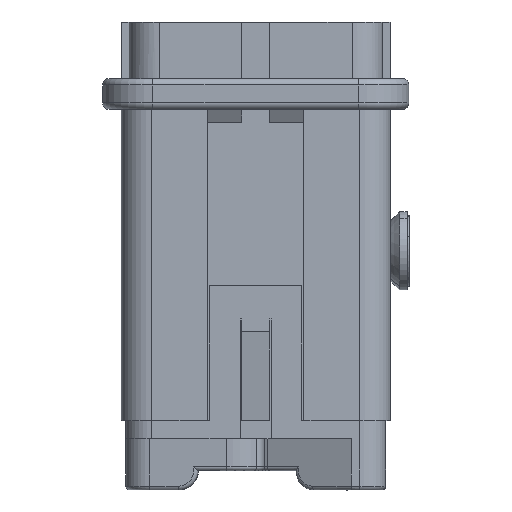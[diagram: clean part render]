
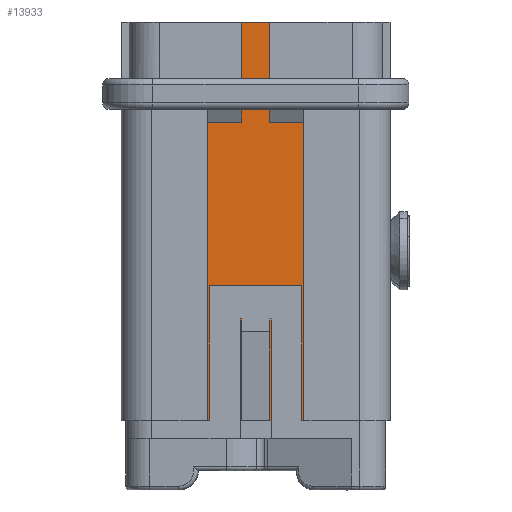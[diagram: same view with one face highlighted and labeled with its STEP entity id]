
A CAD part, left-side view. The second image highlights one B-rep face of the part: STEP entity #13933.
In plain terms, the highlighted planar face has unit normal (-1, 0, 0).
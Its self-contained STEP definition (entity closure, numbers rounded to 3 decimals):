
#13870=AXIS2_PLACEMENT_3D('Plane Axis2P3D',#13867,#13868,#13869) ;
#7508=CARTESIAN_POINT('Vertex',(2.65,10.75,5.4)) ;
#7566=CARTESIAN_POINT('Vertex',(2.65,13.15,5.4)) ;
#7628=CARTESIAN_POINT('Vertex',(2.65,15.7,5.4)) ;
#7631=CARTESIAN_POINT('Line Origine',(2.65,15.7,17.)) ;
#7635=CARTESIAN_POINT('Vertex',(2.65,15.7,28.601)) ;
#13475=CARTESIAN_POINT('Vertex',(2.65,13.05,5.4)) ;
#13489=CARTESIAN_POINT('Vertex',(2.65,13.05,13.3)) ;
#13492=CARTESIAN_POINT('Line Origine',(2.65,13.05,9.35)) ;
#13514=CARTESIAN_POINT('Vertex',(2.65,10.85,5.4)) ;
#13529=CARTESIAN_POINT('Line Origine',(2.65,10.85,9.35)) ;
#13533=CARTESIAN_POINT('Vertex',(2.65,10.85,13.3)) ;
#13596=CARTESIAN_POINT('Vertex',(2.65,8.2,5.4)) ;
#13599=CARTESIAN_POINT('Line Origine',(2.65,9.475,5.4)) ;
#13682=CARTESIAN_POINT('Line Origine',(2.65,14.425,5.4)) ;
#13736=CARTESIAN_POINT('Line Origine',(2.65,10.8,5.4)) ;
#13741=CARTESIAN_POINT('Line Origine',(2.65,13.1,5.4)) ;
#13867=CARTESIAN_POINT('Axis2P3D Location',(2.65,15.7,5.4)) ;
#13872=CARTESIAN_POINT('Line Origine',(2.65,9.525,28.601)) ;
#13876=CARTESIAN_POINT('Vertex',(2.65,8.2,28.601)) ;
#13878=CARTESIAN_POINT('Vertex',(2.65,10.85,28.601)) ;
#13881=CARTESIAN_POINT('Line Origine',(2.65,10.85,32.5)) ;
#13885=CARTESIAN_POINT('Vertex',(2.65,10.85,36.4)) ;
#13888=CARTESIAN_POINT('Line Origine',(2.65,11.95,36.4)) ;
#13892=CARTESIAN_POINT('Vertex',(2.65,13.05,36.4)) ;
#13895=CARTESIAN_POINT('Line Origine',(2.65,13.05,32.5)) ;
#13899=CARTESIAN_POINT('Vertex',(2.65,13.05,28.601)) ;
#13902=CARTESIAN_POINT('Line Origine',(2.65,14.375,28.601)) ;
#13907=CARTESIAN_POINT('Line Origine',(2.65,11.95,13.3)) ;
#13912=CARTESIAN_POINT('Line Origine',(2.65,8.2,17.)) ;
#7632=DIRECTION('Vector Direction',(0.,0.,1.)) ;
#13493=DIRECTION('Vector Direction',(0.,0.,-1.)) ;
#13530=DIRECTION('Vector Direction',(0.,0.,-1.)) ;
#13600=DIRECTION('Vector Direction',(0.,-1.,0.)) ;
#13683=DIRECTION('Vector Direction',(0.,-1.,0.)) ;
#13737=DIRECTION('Vector Direction',(0.,-1.,0.)) ;
#13742=DIRECTION('Vector Direction',(0.,-1.,0.)) ;
#13868=DIRECTION('Axis2P3D Direction',(-1.,0.,0.)) ;
#13869=DIRECTION('Axis2P3D XDirection',(0.,-1.,0.)) ;
#13873=DIRECTION('Vector Direction',(0.,1.,0.)) ;
#13882=DIRECTION('Vector Direction',(0.,0.,1.)) ;
#13889=DIRECTION('Vector Direction',(0.,-1.,0.)) ;
#13896=DIRECTION('Vector Direction',(0.,0.,1.)) ;
#13903=DIRECTION('Vector Direction',(0.,1.,0.)) ;
#13908=DIRECTION('Vector Direction',(0.,-1.,0.)) ;
#13913=DIRECTION('Vector Direction',(0.,0.,1.)) ;
#7633=VECTOR('Line Direction',#7632,1.) ;
#13494=VECTOR('Line Direction',#13493,1.) ;
#13531=VECTOR('Line Direction',#13530,1.) ;
#13601=VECTOR('Line Direction',#13600,1.) ;
#13684=VECTOR('Line Direction',#13683,1.) ;
#13738=VECTOR('Line Direction',#13737,1.) ;
#13743=VECTOR('Line Direction',#13742,1.) ;
#13874=VECTOR('Line Direction',#13873,1.) ;
#13883=VECTOR('Line Direction',#13882,1.) ;
#13890=VECTOR('Line Direction',#13889,1.) ;
#13897=VECTOR('Line Direction',#13896,1.) ;
#13904=VECTOR('Line Direction',#13903,1.) ;
#13909=VECTOR('Line Direction',#13908,1.) ;
#13914=VECTOR('Line Direction',#13913,1.) ;
#13918=ORIENTED_EDGE('',*,*,#13880,.T.) ;
#13919=ORIENTED_EDGE('',*,*,#13887,.T.) ;
#13920=ORIENTED_EDGE('',*,*,#13894,.F.) ;
#13921=ORIENTED_EDGE('',*,*,#13901,.F.) ;
#13922=ORIENTED_EDGE('',*,*,#13906,.T.) ;
#13923=ORIENTED_EDGE('',*,*,#7637,.F.) ;
#13924=ORIENTED_EDGE('',*,*,#13686,.T.) ;
#13925=ORIENTED_EDGE('',*,*,#13745,.T.) ;
#13926=ORIENTED_EDGE('',*,*,#13496,.T.) ;
#13927=ORIENTED_EDGE('',*,*,#13911,.T.) ;
#13928=ORIENTED_EDGE('',*,*,#13535,.F.) ;
#13929=ORIENTED_EDGE('',*,*,#13740,.T.) ;
#13930=ORIENTED_EDGE('',*,*,#13603,.T.) ;
#13931=ORIENTED_EDGE('',*,*,#13916,.T.) ;
#13933=ADVANCED_FACE('Hauptk\X2\00F6\X0\rper',(#13932),#13871,.T.) ;
#7637=EDGE_CURVE('',#7629,#7636,#7634,.T.) ;
#13496=EDGE_CURVE('',#13476,#13490,#13495,.F.) ;
#13535=EDGE_CURVE('',#13515,#13534,#13532,.F.) ;
#13603=EDGE_CURVE('',#7509,#13597,#13602,.T.) ;
#13686=EDGE_CURVE('',#7629,#7567,#13685,.T.) ;
#13740=EDGE_CURVE('',#13515,#7509,#13739,.T.) ;
#13745=EDGE_CURVE('',#7567,#13476,#13744,.T.) ;
#13880=EDGE_CURVE('',#13877,#13879,#13875,.T.) ;
#13887=EDGE_CURVE('',#13879,#13886,#13884,.T.) ;
#13894=EDGE_CURVE('',#13893,#13886,#13891,.T.) ;
#13901=EDGE_CURVE('',#13900,#13893,#13898,.T.) ;
#13906=EDGE_CURVE('',#13900,#7636,#13905,.T.) ;
#13911=EDGE_CURVE('',#13490,#13534,#13910,.T.) ;
#13916=EDGE_CURVE('',#13597,#13877,#13915,.T.) ;
#13917=EDGE_LOOP('',(#13918,#13919,#13920,#13921,#13922,#13923,#13924,#13925,#13926,#13927,#13928,#13929,#13930,#13931)) ;
#13932=FACE_OUTER_BOUND('',#13917,.T.) ;
#7634=LINE('Line',#7631,#7633) ;
#13495=LINE('Line',#13492,#13494) ;
#13532=LINE('Line',#13529,#13531) ;
#13602=LINE('Line',#13599,#13601) ;
#13685=LINE('Line',#13682,#13684) ;
#13739=LINE('Line',#13736,#13738) ;
#13744=LINE('Line',#13741,#13743) ;
#13875=LINE('Line',#13872,#13874) ;
#13884=LINE('Line',#13881,#13883) ;
#13891=LINE('Line',#13888,#13890) ;
#13898=LINE('Line',#13895,#13897) ;
#13905=LINE('Line',#13902,#13904) ;
#13910=LINE('Line',#13907,#13909) ;
#13915=LINE('Line',#13912,#13914) ;
#13871=PLANE('',#13870) ;
#7509=VERTEX_POINT('',#7508) ;
#7567=VERTEX_POINT('',#7566) ;
#7629=VERTEX_POINT('',#7628) ;
#7636=VERTEX_POINT('',#7635) ;
#13476=VERTEX_POINT('',#13475) ;
#13490=VERTEX_POINT('',#13489) ;
#13515=VERTEX_POINT('',#13514) ;
#13534=VERTEX_POINT('',#13533) ;
#13597=VERTEX_POINT('',#13596) ;
#13877=VERTEX_POINT('',#13876) ;
#13879=VERTEX_POINT('',#13878) ;
#13886=VERTEX_POINT('',#13885) ;
#13893=VERTEX_POINT('',#13892) ;
#13900=VERTEX_POINT('',#13899) ;
